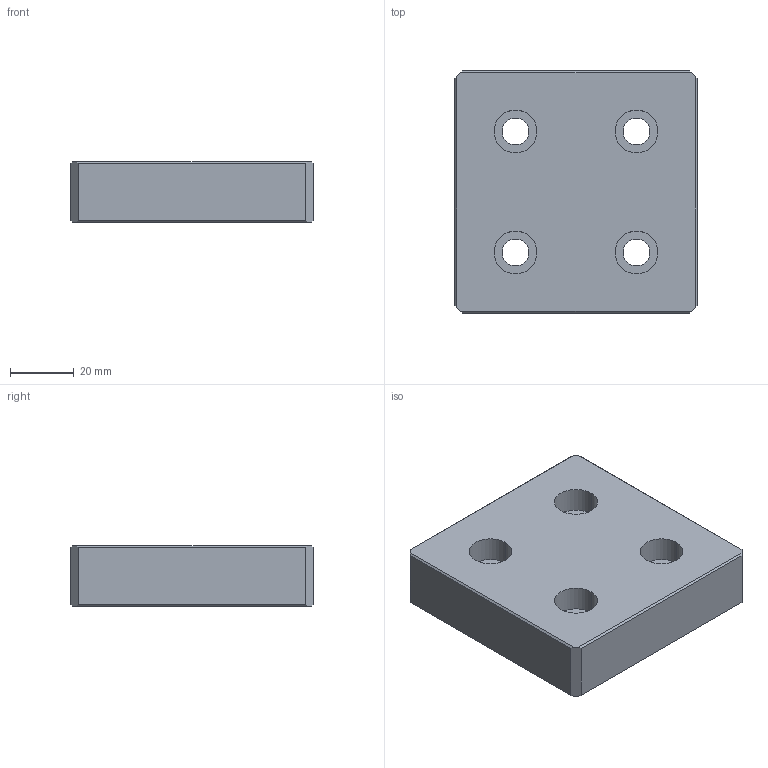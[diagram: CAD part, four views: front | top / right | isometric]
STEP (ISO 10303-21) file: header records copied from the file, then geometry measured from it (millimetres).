
FILE_DESCRIPTION((''),'2;1');
FILE_NAME('15AC8708.stp','2015-07-16T10:51:38',(''),(''),'Mechanical Desktop 2011','Mechanical Desktop 2011',', , ');
FILE_SCHEMA(('AUTOMOTIVE_DESIGN { 1 2 10303 214 1 1 1 1 }'));
Length unit declared in the file: inch
Products named in the file (1): Product
Bounding box: 76.2 x 76.2 x 19.05 mm (x, y, z)
Volume: 103180.8 mm3; surface area: 19279.1 mm2
Topology: 1 solids, 1 shells, 41 faces, 102 edges, 68 vertices
Faces by surface type: plane 23, cylinder 16, torus 2
Entity records: 1297 total; most frequent: DIRECTION 224, CARTESIAN_POINT 212, ORIENTED_EDGE 204, EDGE_CURVE 102, AXIS2_PLACEMENT_3D 80, VERTEX_POINT 68, VECTOR 64, LINE 64
